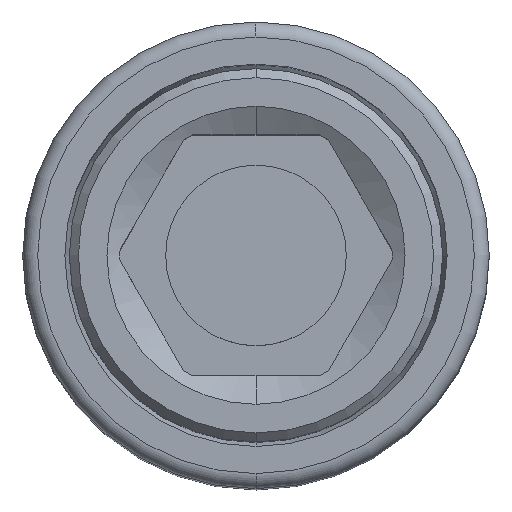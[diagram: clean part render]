
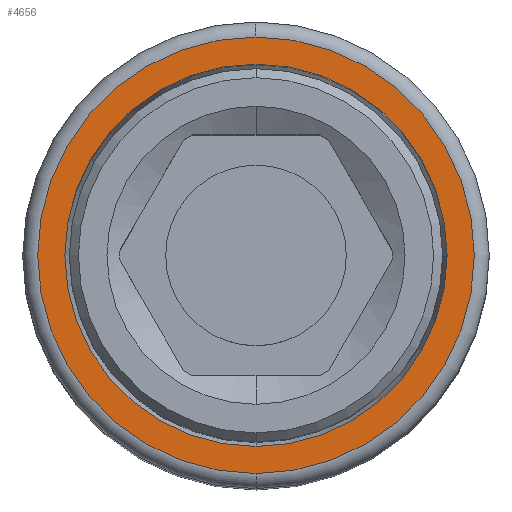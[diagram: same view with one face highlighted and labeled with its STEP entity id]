
A CAD part, top view. The second image highlights one B-rep face of the part: STEP entity #4656.
In plain terms, the highlighted face is planar.
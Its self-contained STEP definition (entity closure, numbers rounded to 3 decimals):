
#4088=CARTESIAN_POINT('',(0.,0.,-74.));
#4089=DIRECTION('',(0.,0.,1.));
#4090=DIRECTION('',(0.,1.,0.));
#4091=AXIS2_PLACEMENT_3D('',#4088,#4089,#4090);
#4096=CARTESIAN_POINT('',(0.,0.,-74.));
#4097=DIRECTION('',(0.,0.,1.));
#4098=DIRECTION('',(0.,-1.,0.));
#4099=AXIS2_PLACEMENT_3D('',#4096,#4097,#4098);
#4104=CARTESIAN_POINT('',(0.,0.,-74.));
#4105=DIRECTION('',(0.,0.,-1.));
#4106=DIRECTION('',(0.,1.,0.));
#4107=AXIS2_PLACEMENT_3D('',#4104,#4105,#4106);
#4112=CARTESIAN_POINT('',(0.,0.,-74.));
#4113=DIRECTION('',(0.,0.,-1.));
#4114=DIRECTION('',(0.,-1.,0.));
#4115=AXIS2_PLACEMENT_3D('',#4112,#4113,#4114);
#4328=CARTESIAN_POINT('',(0.,7.25,-74.));
#4329=CARTESIAN_POINT('',(0.,-7.25,-74.));
#4330=VERTEX_POINT('',#4328);
#4331=VERTEX_POINT('',#4329);
#4344=CARTESIAN_POINT('',(0.,6.35,-74.));
#4345=CARTESIAN_POINT('',(0.,-6.35,-74.));
#4346=VERTEX_POINT('',#4344);
#4347=VERTEX_POINT('',#4345);
#4641=CARTESIAN_POINT('',(0.,0.,-74.));
#4642=DIRECTION('',(0.,0.,-1.));
#4643=DIRECTION('',(0.,-1.,0.));
#4644=AXIS2_PLACEMENT_3D('',#4641,#4642,#4643);
#4645=PLANE('',#4644);
#4646=ORIENTED_EDGE('',*,*,#4587,.T.);
#4647=ORIENTED_EDGE('',*,*,#4609,.T.);
#4648=EDGE_LOOP('',(#4646,#4647));
#4649=FACE_OUTER_BOUND('',#4648,.F.);
#4651=ORIENTED_EDGE('',*,*,#4650,.T.);
#4653=ORIENTED_EDGE('',*,*,#4652,.T.);
#4654=EDGE_LOOP('',(#4651,#4653));
#4655=FACE_BOUND('',#4654,.F.);
#4656=ADVANCED_FACE('',(#4649,#4655),#4645,.T.);
#4092=CIRCLE('',#4091,7.25);
#4100=CIRCLE('',#4099,7.25);
#4108=CIRCLE('',#4107,6.35);
#4116=CIRCLE('',#4115,6.35);
#4587=EDGE_CURVE('',#4330,#4331,#4092,.T.);
#4609=EDGE_CURVE('',#4331,#4330,#4100,.T.);
#4650=EDGE_CURVE('',#4346,#4347,#4108,.T.);
#4652=EDGE_CURVE('',#4347,#4346,#4116,.T.);
